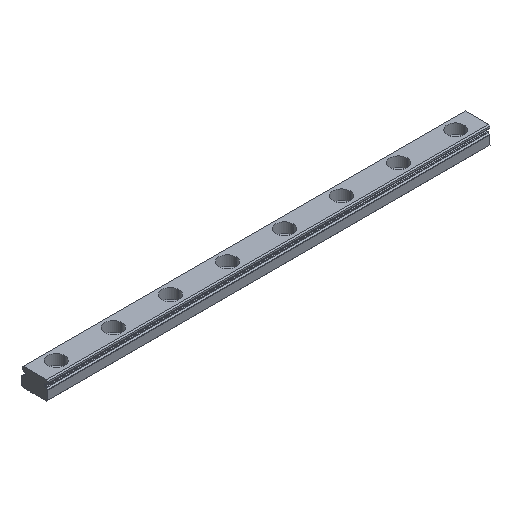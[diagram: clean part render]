
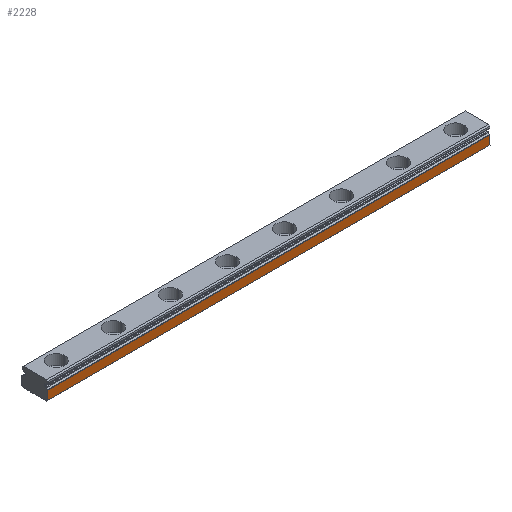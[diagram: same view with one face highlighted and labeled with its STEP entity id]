
A CAD part, isometric view. The second image highlights one B-rep face of the part: STEP entity #2228.
In plain terms, the highlighted planar face has unit normal (0, -1, 0).
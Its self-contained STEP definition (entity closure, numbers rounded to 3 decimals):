
#39 = CARTESIAN_POINT ( 'NONE',  ( -7.5, -4.5, 3.442 ) ) ;
#56 = ORIENTED_EDGE ( 'NONE', *, *, #2610, .F. ) ;
#144 = AXIS2_PLACEMENT_3D ( 'NONE', #2583, #1359, #686 ) ;
#264 = ORIENTED_EDGE ( 'NONE', *, *, #2146, .T. ) ;
#341 = LINE ( 'NONE', #2037, #2558 ) ;
#629 = VERTEX_POINT ( 'NONE', #1422 ) ;
#631 = CARTESIAN_POINT ( 'NONE',  ( 147.5, -4.5, 3.442 ) ) ;
#679 = DIRECTION ( 'NONE',  ( 0., 0., 1. ) ) ;
#686 = DIRECTION ( 'NONE',  ( -1., 0., 0. ) ) ;
#702 = FACE_OUTER_BOUND ( 'NONE', #1609, .T. ) ;
#760 = DIRECTION ( 'NONE',  ( 1., 0., 0. ) ) ;
#846 = VECTOR ( 'NONE', #881, 1000. ) ;
#881 = DIRECTION ( 'NONE',  ( 0., 0., -1. ) ) ;
#901 = DIRECTION ( 'NONE',  ( 1., 0., 0. ) ) ;
#1067 = VERTEX_POINT ( 'NONE', #631 ) ;
#1177 = LINE ( 'NONE', #2671, #1608 ) ;
#1359 = DIRECTION ( 'NONE',  ( 0., -1., 0. ) ) ;
#1422 = CARTESIAN_POINT ( 'NONE',  ( -7.5, -4.5, 0.4 ) ) ;
#1467 = VERTEX_POINT ( 'NONE', #1944 ) ;
#1488 = LINE ( 'NONE', #39, #846 ) ;
#1517 = ORIENTED_EDGE ( 'NONE', *, *, #1523, .T. ) ;
#1523 = EDGE_CURVE ( 'NONE', #1467, #1067, #1753, .T. ) ;
#1608 = VECTOR ( 'NONE', #760, 1000. ) ;
#1609 = EDGE_LOOP ( 'NONE', ( #1517, #56, #264, #1675 ) ) ;
#1645 = VERTEX_POINT ( 'NONE', #1992 ) ;
#1675 = ORIENTED_EDGE ( 'NONE', *, *, #1890, .T. ) ;
#1709 = CARTESIAN_POINT ( 'NONE',  ( 147.5, -4.5, -0.099 ) ) ;
#1753 = LINE ( 'NONE', #1709, #2135 ) ;
#1890 = EDGE_CURVE ( 'NONE', #629, #1467, #341, .T. ) ;
#1944 = CARTESIAN_POINT ( 'NONE',  ( 147.5, -4.5, 0.4 ) ) ;
#1992 = CARTESIAN_POINT ( 'NONE',  ( -7.5, -4.5, 3.442 ) ) ;
#2037 = CARTESIAN_POINT ( 'NONE',  ( -7.5, -4.5, 0.4 ) ) ;
#2135 = VECTOR ( 'NONE', #679, 1000. ) ;
#2146 = EDGE_CURVE ( 'NONE', #1645, #629, #1488, .T. ) ;
#2228 = ADVANCED_FACE ( 'NONE', ( #702 ), #2598, .T. ) ;
#2558 = VECTOR ( 'NONE', #901, 1000. ) ;
#2583 = CARTESIAN_POINT ( 'NONE',  ( -7.5, -4.5, 0.4 ) ) ;
#2598 = PLANE ( 'NONE',  #144 ) ;
#2610 = EDGE_CURVE ( 'NONE', #1645, #1067, #1177, .T. ) ;
#2671 = CARTESIAN_POINT ( 'NONE',  ( -7.5, -4.5, 3.442 ) ) ;
